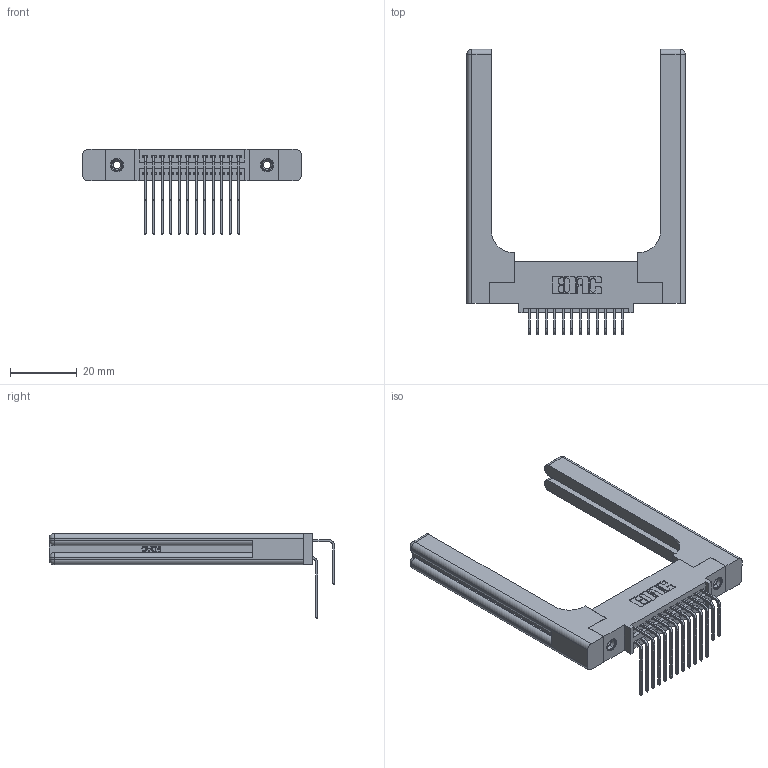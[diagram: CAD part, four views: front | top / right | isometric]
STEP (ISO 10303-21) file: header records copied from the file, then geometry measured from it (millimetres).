
FILE_DESCRIPTION (( 'STEP AP203' ), '1' );
FILE_NAME ('345-024-558-558.STEP', '2019-10-27T17:52:25', ( '' ), ( '' ), 'SwSTEP 2.0', 'SolidWorks 2016', '' );
FILE_SCHEMA (( 'CONFIG_CONTROL_DESIGN' ));
Length unit declared in the file: inch
Products named in the file (6): 345-250-001_345-250-001-102; 345-220-058_345-220-058; 345-024-558-558; 345-292-001_558 Tail - 2; 345-292-001_558 559 Tail - 1; 345 Part_0.110 Offset - 0.156 Dia-TH
Assembly tree (29 placements, depth 2):
  345-024-558-558
    345 Part_0.110 Offset - 0.156 Dia-TH
    345-292-001_558 559 Tail - 1  x12
    345-292-001_558 Tail - 2  x12
    345-250-001_345-250-001-102  x2
    345-220-058_345-220-058  x2
Bounding box: 65.51 x 85.59 x 25.53 mm (x, y, z)
Volume: 14625.1 mm3; surface area: 14312.4 mm2
Topology: 29 solids, 29 shells, 1634 faces, 4739 edges, 3106 vertices
Faces by surface type: plane 1072, cylinder 502, bspline 36, cone 12, sphere 8, torus 4
Entity records: 20420 total; most frequent: CARTESIAN_POINT 4492, ORIENTED_EDGE 3172, DIRECTION 2902, EDGE_CURVE 1586, VECTOR 1274, LINE 1274, VERTEX_POINT 1046, AXIS2_PLACEMENT_3D 814
